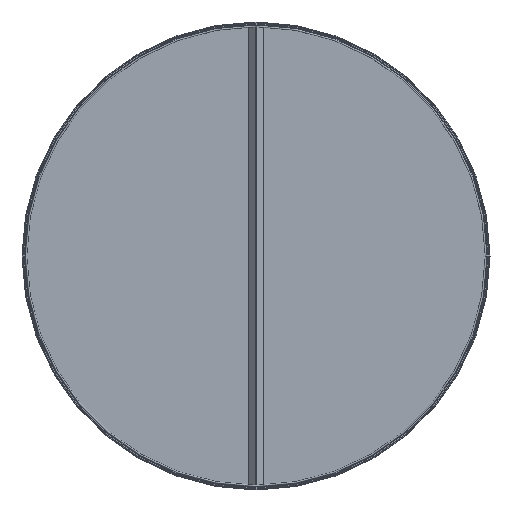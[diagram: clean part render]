
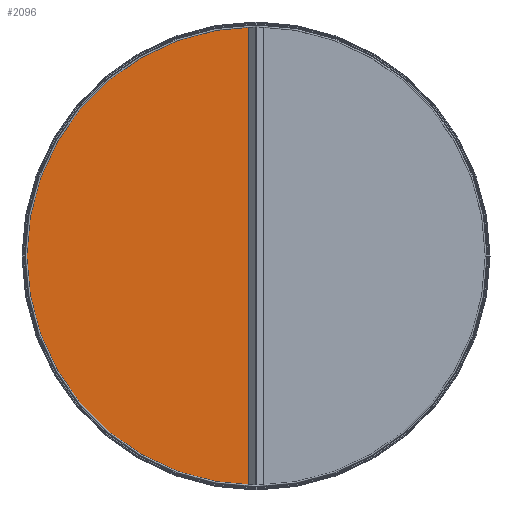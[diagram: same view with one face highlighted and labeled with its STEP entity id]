
A CAD part, front view. The second image highlights one B-rep face of the part: STEP entity #2096.
In plain terms, the highlighted face is planar.
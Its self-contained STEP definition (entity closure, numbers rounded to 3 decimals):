
#2046=CARTESIAN_POINT('',(16.6,1.,-504.727));
#2047=VERTEX_POINT('',#2046);
#2048=CARTESIAN_POINT('',(16.6,1.,504.727));
#2049=VERTEX_POINT('',#2048);
#2050=CARTESIAN_POINT('',(16.6,1.,-504.727));
#2051=DIRECTION('',(0.0,0.0,1.0));
#2052=VECTOR('',#2051,1009.454);
#2053=LINE('',#2050,#2052);
#2054=EDGE_CURVE('',#2047,#2049,#2053,.T.);
#2081=CARTESIAN_POINT('',(0.,1.,0.));
#2082=DIRECTION('',(0.0,-1.0,0.0));
#2083=DIRECTION('',(0.0,0.0,-1.0));
#2084=AXIS2_PLACEMENT_3D('',#2081,#2082,#2083);
#2085=PLANE('',#2084);
#2086=ORIENTED_EDGE('',*,*,#2054,.T.);
#2087=CARTESIAN_POINT('',(0.,1.,0.));
#2088=DIRECTION('',(0.0,-1.0,0.0));
#2089=DIRECTION('',(1.0,0.0,0.0));
#2090=AXIS2_PLACEMENT_3D('',#2087,#2088,#2089);
#2091=CIRCLE('',#2090,505.0);
#2092=EDGE_CURVE('',#2047,#2049,#2091,.T.);
#2093=ORIENTED_EDGE('',*,*,#2092,.F.);
#2094=EDGE_LOOP('',(#2086,#2093));
#2095=FACE_OUTER_BOUND('',#2094,.T.);
#2096=ADVANCED_FACE('',(#2095),#2085,.F.);
